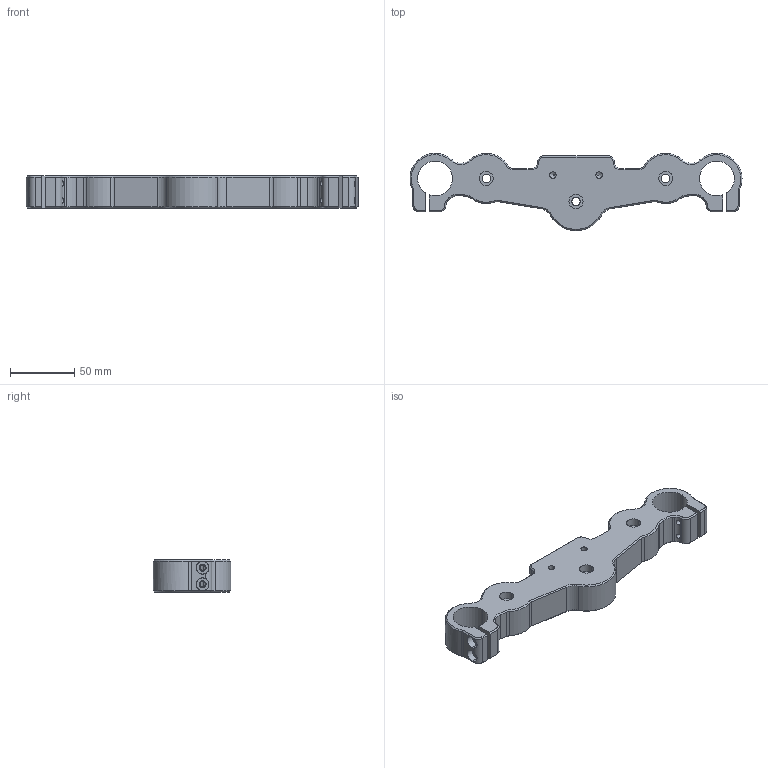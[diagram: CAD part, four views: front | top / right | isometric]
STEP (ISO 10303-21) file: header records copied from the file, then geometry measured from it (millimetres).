
FILE_DESCRIPTION (( 'STEP AP214' ), '1' );
FILE_NAME ('T bas (002-139).STEP', '2015-11-17T16:36:52', ( 'UTILISATEUR' ), ( '' ), 'SwSTEP 2.0', 'SolidWorks 2012', '' );
FILE_SCHEMA (( 'AUTOMOTIVE_DESIGN' ));
Length unit declared in the file: millimetre
Products named in the file (1): T bas (002-139)
Bounding box: 259.2 x 60.25 x 25 mm (x, y, z)
Volume: 189235.7 mm3; surface area: 43708.4 mm2
Topology: 1 solids, 1 shells, 243 faces, 608 edges, 367 vertices
Faces by surface type: cone 92, cylinder 86, plane 65
Entity records: 7581 total; most frequent: CARTESIAN_POINT 1527, DIRECTION 1313, ORIENTED_EDGE 1208, EDGE_CURVE 604, AXIS2_PLACEMENT_3D 505, VERTEX_POINT 367, VECTOR 303, LINE 303
